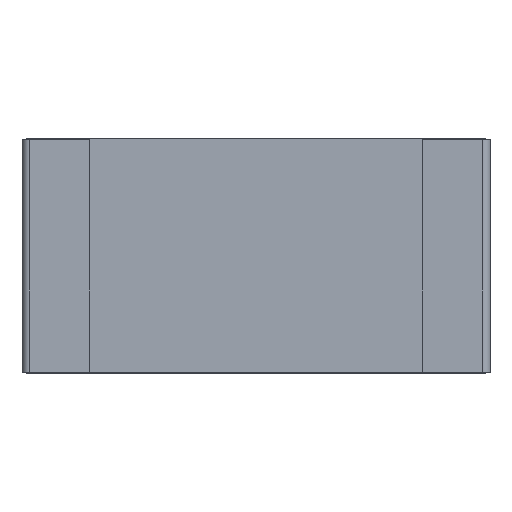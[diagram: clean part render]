
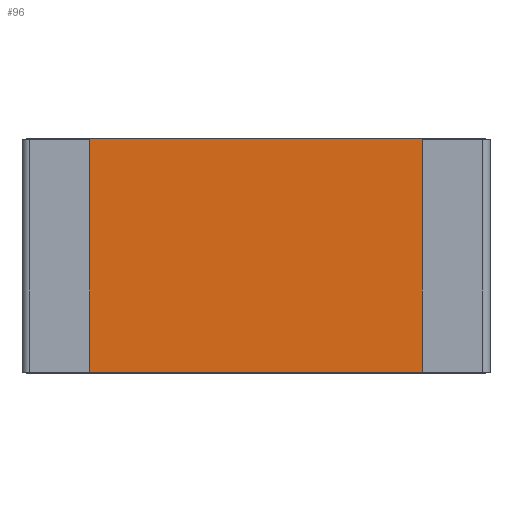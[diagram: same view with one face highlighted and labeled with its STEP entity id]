
A CAD part, top view. The second image highlights one B-rep face of the part: STEP entity #96.
In plain terms, the highlighted planar face has unit normal (0, 0, 1).
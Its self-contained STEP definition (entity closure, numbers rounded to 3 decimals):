
#96=ADVANCED_FACE('',(#166),#167,.T.);
#166=FACE_OUTER_BOUND('',#261,.T.);
#167=PLANE('',#262);
#261=EDGE_LOOP('',(#520,#521,#522,#523,#524,#525,#526,#527,#528,#529,#530,#531));
#262=AXIS2_PLACEMENT_3D('',#532,#533,#534);
#520=ORIENTED_EDGE('',*,*,#805,.T.);
#521=ORIENTED_EDGE('',*,*,#800,.T.);
#522=ORIENTED_EDGE('',*,*,#779,.F.);
#523=ORIENTED_EDGE('',*,*,#820,.T.);
#524=ORIENTED_EDGE('',*,*,#746,.F.);
#525=ORIENTED_EDGE('',*,*,#819,.T.);
#526=ORIENTED_EDGE('',*,*,#817,.T.);
#527=ORIENTED_EDGE('',*,*,#813,.T.);
#528=ORIENTED_EDGE('',*,*,#764,.T.);
#529=ORIENTED_EDGE('',*,*,#821,.F.);
#530=ORIENTED_EDGE('',*,*,#783,.F.);
#531=ORIENTED_EDGE('',*,*,#807,.T.);
#532=CARTESIAN_POINT('',(0.0,0.0,0.245));
#533=DIRECTION('',(0.0,0.0,1.0));
#534=DIRECTION('',(1.0,0.0,0.0));
#746=EDGE_CURVE('',#904,#906,#907,.T.);
#764=EDGE_CURVE('',#940,#938,#941,.T.);
#779=EDGE_CURVE('',#965,#967,#968,.T.);
#783=EDGE_CURVE('',#973,#975,#976,.T.);
#800=EDGE_CURVE('',#1004,#967,#1005,.T.);
#805=EDGE_CURVE('',#1012,#1004,#1013,.T.);
#807=EDGE_CURVE('',#973,#1012,#1015,.T.);
#813=EDGE_CURVE('',#1023,#940,#1024,.T.);
#817=EDGE_CURVE('',#1028,#1023,#1029,.T.);
#819=EDGE_CURVE('',#904,#1028,#1031,.T.);
#820=EDGE_CURVE('',#965,#906,#1032,.T.);
#821=EDGE_CURVE('',#975,#938,#1033,.T.);
#904=VERTEX_POINT('',#1151);
#906=VERTEX_POINT('',#1153);
#907=LINE('',#1154,#1155);
#938=VERTEX_POINT('',#1196);
#940=VERTEX_POINT('',#1199);
#941=LINE('',#1200,#1201);
#965=VERTEX_POINT('',#1234);
#967=VERTEX_POINT('',#1237);
#968=LINE('',#1238,#1239);
#973=VERTEX_POINT('',#1245);
#975=VERTEX_POINT('',#1247);
#976=LINE('',#1248,#1249);
#1004=VERTEX_POINT('',#1290);
#1005=LINE('',#1291,#1292);
#1012=VERTEX_POINT('',#1300);
#1013=LINE('',#1301,#1302);
#1015=LINE('',#1304,#1305);
#1023=VERTEX_POINT('',#1318);
#1024=LINE('',#1319,#1320);
#1028=VERTEX_POINT('',#1324);
#1029=LINE('',#1325,#1326);
#1031=LINE('',#1328,#1329);
#1032=LINE('',#1330,#1331);
#1033=LINE('',#1332,#1333);
#1151=CARTESIAN_POINT('',(1.49,0.77,0.245));
#1153=CARTESIAN_POINT('',(1.1,0.77,0.245));
#1154=CARTESIAN_POINT('',(1.49,0.77,0.245));
#1155=VECTOR('',#1428,0.39);
#1196=CARTESIAN_POINT('',(-1.1,0.77,0.245));
#1199=CARTESIAN_POINT('',(-1.49,0.77,0.245));
#1200=CARTESIAN_POINT('',(-1.49,0.77,0.245));
#1201=VECTOR('',#1458,0.39);
#1234=CARTESIAN_POINT('',(1.1,-0.77,0.245));
#1237=CARTESIAN_POINT('',(1.49,-0.77,0.245));
#1238=CARTESIAN_POINT('',(1.1,-0.77,0.245));
#1239=VECTOR('',#1481,0.39);
#1245=CARTESIAN_POINT('',(-1.49,-0.77,0.245));
#1247=CARTESIAN_POINT('',(-1.1,-0.77,0.245));
#1248=CARTESIAN_POINT('',(-1.49,-0.77,0.245));
#1249=VECTOR('',#1489,0.39);
#1290=CARTESIAN_POINT('',(1.49,-0.775,0.245));
#1291=CARTESIAN_POINT('',(1.49,-0.775,0.245));
#1292=VECTOR('',#1512,0.005);
#1300=CARTESIAN_POINT('',(-1.49,-0.775,0.245));
#1301=CARTESIAN_POINT('',(-1.49,-0.775,0.245));
#1302=VECTOR('',#1523,2.98);
#1304=CARTESIAN_POINT('',(-1.49,-0.77,0.245));
#1305=VECTOR('',#1527,0.005);
#1318=CARTESIAN_POINT('',(-1.49,0.775,0.245));
#1319=CARTESIAN_POINT('',(-1.49,0.775,0.245));
#1320=VECTOR('',#1533,0.005);
#1324=CARTESIAN_POINT('',(1.49,0.775,0.245));
#1325=CARTESIAN_POINT('',(1.49,0.775,0.245));
#1326=VECTOR('',#1543,2.98);
#1328=CARTESIAN_POINT('',(1.49,0.77,0.245));
#1329=VECTOR('',#1547,0.005);
#1330=CARTESIAN_POINT('',(1.1,-0.77,0.245));
#1331=VECTOR('',#1548,1.54);
#1332=CARTESIAN_POINT('',(-1.1,-0.77,0.245));
#1333=VECTOR('',#1549,1.54);
#1428=DIRECTION('',(-1.0,0.0,0.0));
#1458=DIRECTION('',(1.0,0.0,0.0));
#1481=DIRECTION('',(1.0,0.0,0.0));
#1489=DIRECTION('',(1.0,0.0,0.0));
#1512=DIRECTION('',(0.,1.0,0.0));
#1523=DIRECTION('',(1.0,0.0,0.0));
#1527=DIRECTION('',(0.,-1.0,0.0));
#1533=DIRECTION('',(0.,-1.0,0.0));
#1543=DIRECTION('',(-1.0,0.0,0.0));
#1547=DIRECTION('',(0.,1.0,0.0));
#1548=DIRECTION('',(0.0,1.0,0.0));
#1549=DIRECTION('',(0.0,1.0,0.0));
